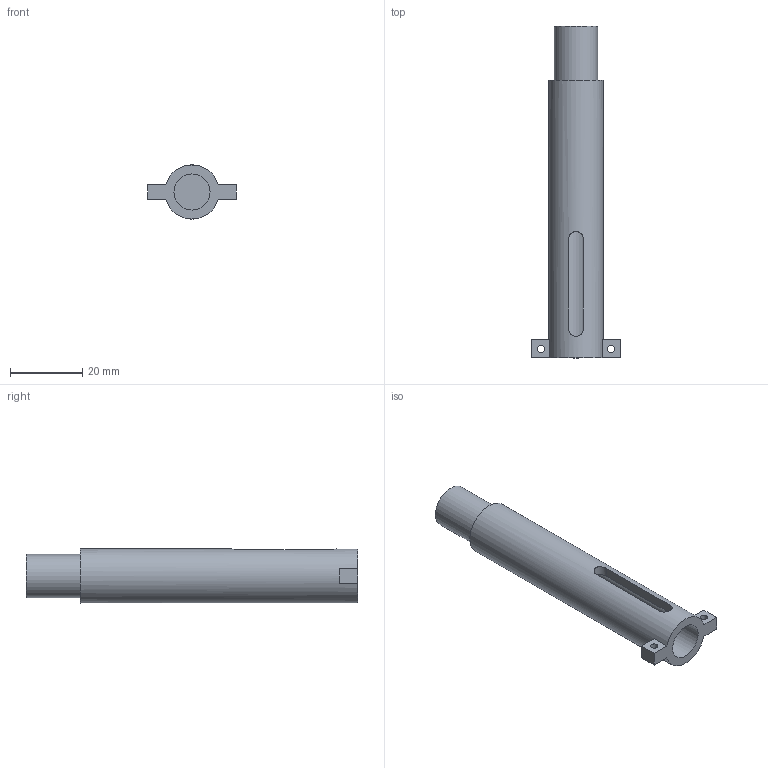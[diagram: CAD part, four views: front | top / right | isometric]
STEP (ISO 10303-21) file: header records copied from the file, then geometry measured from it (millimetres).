
FILE_DESCRIPTION(/* description */ (''),/* implementation_level */ '2;1');
FILE_NAME(/* name */ 'ConcordeScaledMainLandingGearUpperLeg.stp',/* time_stamp */ '2019-01-21T20:15:09+01:00',/* author */ ('Yann'),/* organization */ (''),/* preprocessor_version */ 'ST-DEVELOPER v17',/* originating_system */ 'Autodesk Inventor 2019',/* authorisation */ '');
FILE_SCHEMA (('AUTOMOTIVE_DESIGN { 1 0 10303 214 3 1 1 }'));
Length unit declared in the file: millimetre
Products named in the file (1): ConcordeScaledMainLandingGearProto4
Bounding box: 24.46 x 92 x 15 mm (x, y, z)
Volume: 10315.1 mm3; surface area: 6644.5 mm2
Topology: 1 solids, 1 shells, 21 faces, 53 edges, 36 vertices
Faces by surface type: plane 14, cylinder 7
Full cylindrical faces by diameter (mm): 2 x2, 10 x1, 12 x1, 15 x1
Entity records: 750 total; most frequent: CARTESIAN_POINT 179, DIRECTION 109, ORIENTED_EDGE 106, EDGE_CURVE 53, AXIS2_PLACEMENT_3D 38, VERTEX_POINT 36, LINE 33, VECTOR 33
